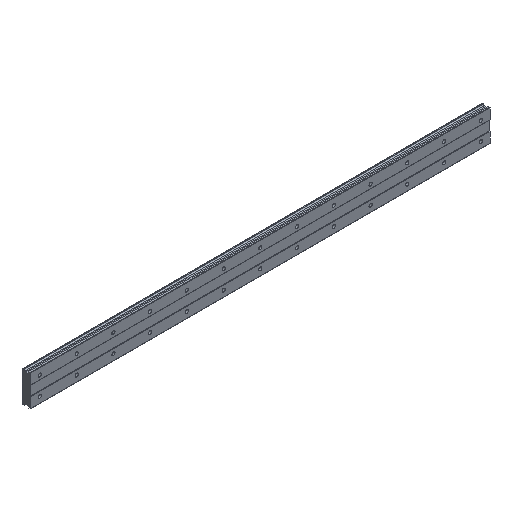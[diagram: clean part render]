
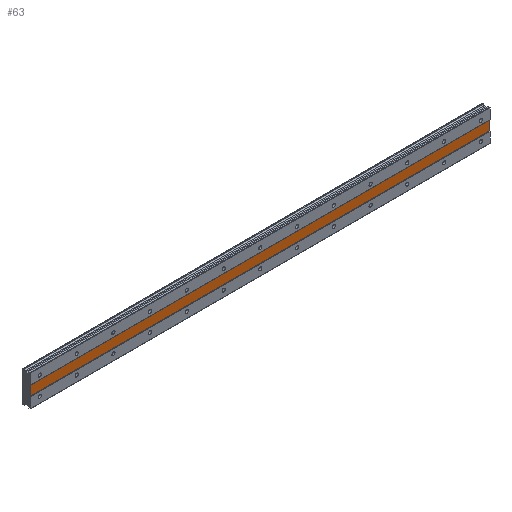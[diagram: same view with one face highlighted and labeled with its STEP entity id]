
A CAD part, isometric view. The second image highlights one B-rep face of the part: STEP entity #63.
In plain terms, the highlighted planar face has unit normal (0, -1, 0).
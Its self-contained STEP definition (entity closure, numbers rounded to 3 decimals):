
#63 = ADVANCED_FACE ( 'NONE', ( #897 ), #1249, .F. ) ;
#180 = LINE ( 'NONE', #1110, #1007 ) ;
#259 = ORIENTED_EDGE ( 'NONE', *, *, #806, .F. ) ;
#275 = LINE ( 'NONE', #4667, #4107 ) ;
#366 = AXIS2_PLACEMENT_3D ( 'NONE', #2481, #791, #2047 ) ;
#441 = CARTESIAN_POINT ( 'NONE',  ( 980., 1., -10. ) ) ;
#478 = ORIENTED_EDGE ( 'NONE', *, *, #2678, .T. ) ;
#747 = VERTEX_POINT ( 'NONE', #3100 ) ;
#791 = DIRECTION ( 'NONE',  ( 0., 1., 0. ) ) ;
#806 = EDGE_CURVE ( 'NONE', #4828, #3469, #4053, .T. ) ;
#869 = CARTESIAN_POINT ( 'NONE',  ( 980., 1., 34.482 ) ) ;
#897 = FACE_OUTER_BOUND ( 'NONE', #4529, .T. ) ;
#1007 = VECTOR ( 'NONE', #1920, 1000. ) ;
#1110 = CARTESIAN_POINT ( 'NONE',  ( 980., 1., -10. ) ) ;
#1249 = PLANE ( 'NONE',  #366 ) ;
#1494 = CARTESIAN_POINT ( 'NONE',  ( -20., 1., -10. ) ) ;
#1718 = VECTOR ( 'NONE', #4094, 1000. ) ;
#1920 = DIRECTION ( 'NONE',  ( 1., 0., 0. ) ) ;
#2047 = DIRECTION ( 'NONE',  ( 0., 0., 1. ) ) ;
#2348 = DIRECTION ( 'NONE',  ( 0., 0., -1. ) ) ;
#2481 = CARTESIAN_POINT ( 'NONE',  ( 980., 1., 10. ) ) ;
#2494 = CARTESIAN_POINT ( 'NONE',  ( 980., 1., 10. ) ) ;
#2678 = EDGE_CURVE ( 'NONE', #747, #4625, #275, .T. ) ;
#2871 = DIRECTION ( 'NONE',  ( 0., 0., -1. ) ) ;
#3100 = CARTESIAN_POINT ( 'NONE',  ( -20., 1., 10. ) ) ;
#3454 = ORIENTED_EDGE ( 'NONE', *, *, #4160, .T. ) ;
#3469 = VERTEX_POINT ( 'NONE', #441 ) ;
#3587 = VECTOR ( 'NONE', #2871, 1000. ) ;
#3661 = EDGE_CURVE ( 'NONE', #747, #4828, #3718, .T. ) ;
#3718 = LINE ( 'NONE', #2494, #1718 ) ;
#4053 = LINE ( 'NONE', #869, #3587 ) ;
#4094 = DIRECTION ( 'NONE',  ( 1., 0., 0. ) ) ;
#4107 = VECTOR ( 'NONE', #2348, 1000. ) ;
#4108 = CARTESIAN_POINT ( 'NONE',  ( 980., 1., 10. ) ) ;
#4160 = EDGE_CURVE ( 'NONE', #4625, #3469, #180, .T. ) ;
#4299 = ORIENTED_EDGE ( 'NONE', *, *, #3661, .F. ) ;
#4529 = EDGE_LOOP ( 'NONE', ( #3454, #259, #4299, #478 ) ) ;
#4625 = VERTEX_POINT ( 'NONE', #1494 ) ;
#4667 = CARTESIAN_POINT ( 'NONE',  ( -20., 1., 34.482 ) ) ;
#4828 = VERTEX_POINT ( 'NONE', #4108 ) ;
